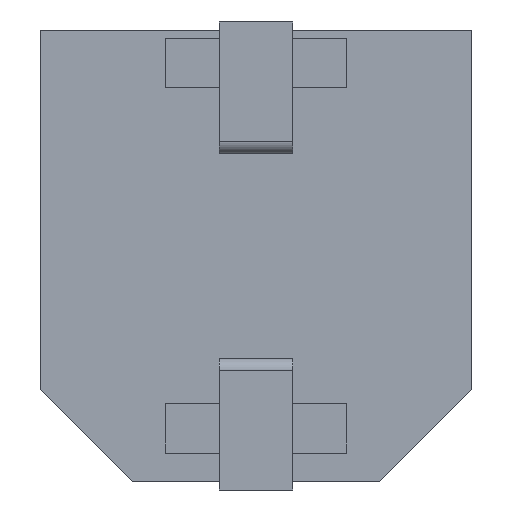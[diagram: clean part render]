
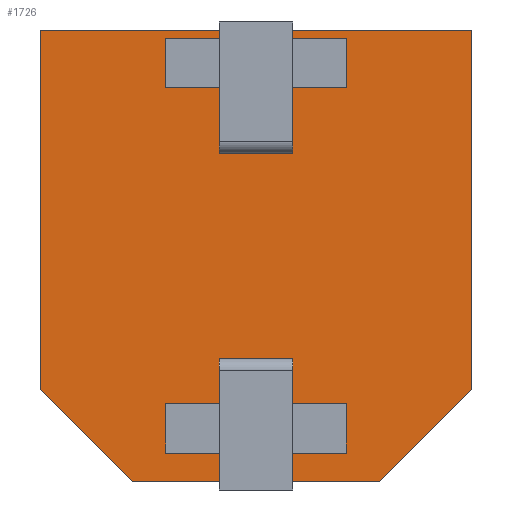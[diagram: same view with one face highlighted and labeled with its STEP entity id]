
A CAD part, front view. The second image highlights one B-rep face of the part: STEP entity #1726.
In plain terms, the highlighted planar face has unit normal (0, -1, 0).
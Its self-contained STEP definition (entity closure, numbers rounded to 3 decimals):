
#7 = FACE_OUTER_BOUND ( 'NONE', #275, .T. ) ;
#46 = EDGE_CURVE ( 'NONE', #883, #106, #1284, .T. ) ;
#106 = VERTEX_POINT ( 'NONE', #1789 ) ;
#123 = CARTESIAN_POINT ( 'NONE',  ( 2.25, 0., -11. ) ) ;
#273 = LINE ( 'NONE', #123, #726 ) ;
#274 = DIRECTION ( 'NONE',  ( 1., 0., 0. ) ) ;
#275 = EDGE_LOOP ( 'NONE', ( #1734, #1518, #1879, #1308, #302, #1359 ) ) ;
#302 = ORIENTED_EDGE ( 'NONE', *, *, #46, .F. ) ;
#323 = VECTOR ( 'NONE', #274, 1000. ) ;
#394 = LINE ( 'NONE', #1722, #1102 ) ;
#402 = EDGE_CURVE ( 'NONE', #883, #1818, #273, .T. ) ;
#455 = DIRECTION ( 'NONE',  ( 0.707, 0., -0.707 ) ) ;
#547 = CARTESIAN_POINT ( 'NONE',  ( 0., 0., -8.75 ) ) ;
#589 = AXIS2_PLACEMENT_3D ( 'NONE', #1593, #1808, #1285 ) ;
#725 = VERTEX_POINT ( 'NONE', #1322 ) ;
#726 = VECTOR ( 'NONE', #455, 1000. ) ;
#753 = LINE ( 'NONE', #1408, #911 ) ;
#770 = CARTESIAN_POINT ( 'NONE',  ( 0., 0., 0. ) ) ;
#855 = CARTESIAN_POINT ( 'NONE',  ( 8.25, 0., -11. ) ) ;
#883 = VERTEX_POINT ( 'NONE', #547 ) ;
#886 = DIRECTION ( 'NONE',  ( -1., 0., 0. ) ) ;
#911 = VECTOR ( 'NONE', #1440, 1000. ) ;
#960 = CARTESIAN_POINT ( 'NONE',  ( 10.5, 0., 0. ) ) ;
#1073 = CARTESIAN_POINT ( 'NONE',  ( 2.25, 0., -11. ) ) ;
#1102 = VECTOR ( 'NONE', #886, 1000. ) ;
#1181 = DIRECTION ( 'NONE',  ( -0.707, 0., -0.707 ) ) ;
#1284 = LINE ( 'NONE', #770, #2107 ) ;
#1285 = DIRECTION ( 'NONE',  ( 0., 0., -1. ) ) ;
#1308 = ORIENTED_EDGE ( 'NONE', *, *, #1881, .F. ) ;
#1322 = CARTESIAN_POINT ( 'NONE',  ( 8.25, 0., -11. ) ) ;
#1359 = ORIENTED_EDGE ( 'NONE', *, *, #402, .T. ) ;
#1408 = CARTESIAN_POINT ( 'NONE',  ( 10.5, 0., 0. ) ) ;
#1413 = LINE ( 'NONE', #2067, #323 ) ;
#1440 = DIRECTION ( 'NONE',  ( 0., 0., -1. ) ) ;
#1518 = ORIENTED_EDGE ( 'NONE', *, *, #1529, .F. ) ;
#1529 = EDGE_CURVE ( 'NONE', #2093, #725, #2026, .T. ) ;
#1541 = EDGE_CURVE ( 'NONE', #725, #1818, #394, .T. ) ;
#1593 = CARTESIAN_POINT ( 'NONE',  ( 0., 0., 0. ) ) ;
#1602 = DIRECTION ( 'NONE',  ( 0., 0., 1. ) ) ;
#1607 = VECTOR ( 'NONE', #1181, 1000. ) ;
#1695 = VERTEX_POINT ( 'NONE', #960 ) ;
#1722 = CARTESIAN_POINT ( 'NONE',  ( 0., 0., -11. ) ) ;
#1726 = ADVANCED_FACE ( 'NONE', ( #7 ), #2103, .T. ) ;
#1734 = ORIENTED_EDGE ( 'NONE', *, *, #1541, .F. ) ;
#1789 = CARTESIAN_POINT ( 'NONE',  ( 0., 0., 0. ) ) ;
#1808 = DIRECTION ( 'NONE',  ( 0., -1., 0. ) ) ;
#1818 = VERTEX_POINT ( 'NONE', #1073 ) ;
#1879 = ORIENTED_EDGE ( 'NONE', *, *, #2044, .F. ) ;
#1881 = EDGE_CURVE ( 'NONE', #106, #1695, #1413, .T. ) ;
#1928 = CARTESIAN_POINT ( 'NONE',  ( 10.5, 0., -8.75 ) ) ;
#2026 = LINE ( 'NONE', #855, #1607 ) ;
#2044 = EDGE_CURVE ( 'NONE', #1695, #2093, #753, .T. ) ;
#2067 = CARTESIAN_POINT ( 'NONE',  ( 0., 0., 0. ) ) ;
#2093 = VERTEX_POINT ( 'NONE', #1928 ) ;
#2103 = PLANE ( 'NONE',  #589 ) ;
#2107 = VECTOR ( 'NONE', #1602, 1000. ) ;
